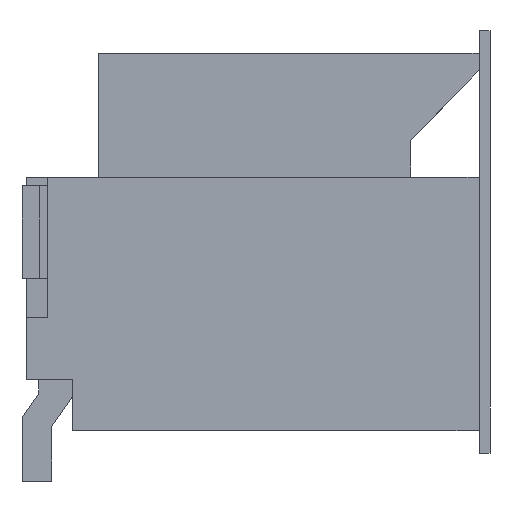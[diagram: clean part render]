
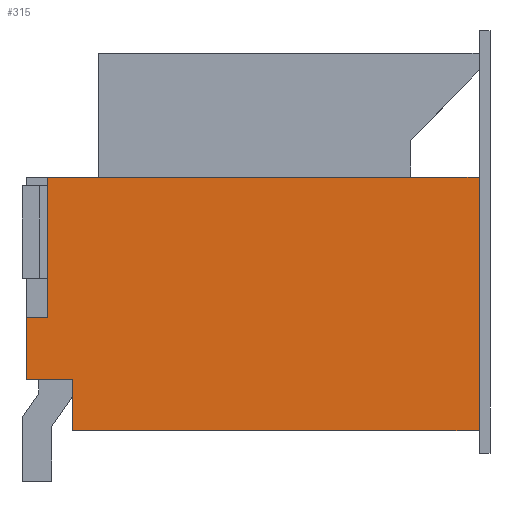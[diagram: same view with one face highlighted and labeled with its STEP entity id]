
A CAD part, left-side view. The second image highlights one B-rep face of the part: STEP entity #315.
In plain terms, the highlighted planar face has unit normal (-1, 0, 0).
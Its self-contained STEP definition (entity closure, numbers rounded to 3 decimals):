
#60=FACE_OUTER_BOUND('',#865,.T.);
#315=ADVANCED_FACE('',(#60),#572,.T.);
#572=PLANE('',#5142);
#865=EDGE_LOOP('',(#1272,#1273,#1274,#1275,#1276,#1277,#1278,#1279));
#1272=ORIENTED_EDGE('',*,*,#3153,.F.);
#1273=ORIENTED_EDGE('',*,*,#3149,.T.);
#1274=ORIENTED_EDGE('',*,*,#3154,.T.);
#1275=ORIENTED_EDGE('',*,*,#3155,.T.);
#1276=ORIENTED_EDGE('',*,*,#3156,.T.);
#1277=ORIENTED_EDGE('',*,*,#3122,.F.);
#1278=ORIENTED_EDGE('',*,*,#3136,.F.);
#1279=ORIENTED_EDGE('',*,*,#3013,.F.);
#2536=VERTEX_POINT('',#6630);
#2539=VERTEX_POINT('',#6635);
#2644=VERTEX_POINT('',#6854);
#2645=VERTEX_POINT('',#6856);
#2663=VERTEX_POINT('',#6904);
#2664=VERTEX_POINT('',#6906);
#2666=VERTEX_POINT('',#6914);
#2667=VERTEX_POINT('',#6916);
#3013=EDGE_CURVE('',#2539,#2536,#3724,.T.);
#3122=EDGE_CURVE('',#2644,#2645,#3833,.T.);
#3136=EDGE_CURVE('',#2536,#2644,#3847,.T.);
#3149=EDGE_CURVE('',#2664,#2663,#3860,.T.);
#3153=EDGE_CURVE('',#2664,#2539,#3864,.T.);
#3154=EDGE_CURVE('',#2663,#2666,#3865,.T.);
#3155=EDGE_CURVE('',#2666,#2667,#3866,.T.);
#3156=EDGE_CURVE('',#2667,#2645,#3867,.T.);
#3724=LINE('',#6636,#4429);
#3833=LINE('',#6855,#4538);
#3847=LINE('',#6881,#4552);
#3860=LINE('',#6905,#4565);
#3864=LINE('',#6912,#4569);
#3865=LINE('',#6913,#4570);
#3866=LINE('',#6915,#4571);
#3867=LINE('',#6917,#4572);
#4429=VECTOR('',#5400,1.);
#4538=VECTOR('',#5519,1.);
#4552=VECTOR('',#5537,1.);
#4565=VECTOR('',#5554,1.);
#4569=VECTOR('',#5560,1.);
#4570=VECTOR('',#5561,1.);
#4571=VECTOR('',#5562,1.);
#4572=VECTOR('',#5563,1.);
#5142=AXIS2_PLACEMENT_3D('',#6918,#5564,#5565);
#5400=DIRECTION('',(0.,0.,1.));
#5519=DIRECTION('',(0.,0.,-1.));
#5537=DIRECTION('',(0.,-1.,0.));
#5554=DIRECTION('',(0.,0.,-1.));
#5560=DIRECTION('',(0.,-1.,0.));
#5561=DIRECTION('',(0.,-1.,0.));
#5562=DIRECTION('',(0.,0.,-1.));
#5563=DIRECTION('',(0.,-1.,0.));
#5564=DIRECTION('',(-1.,0.,0.));
#5565=DIRECTION('',(0.,0.,1.));
#6630=CARTESIAN_POINT('',(-8.,6.,2.945));
#6635=CARTESIAN_POINT('',(-8.,6.,1.285));
#6636=CARTESIAN_POINT('',(-8.,6.,1.285));
#6854=CARTESIAN_POINT('',(-8.,0.89,2.945));
#6855=CARTESIAN_POINT('',(-8.,0.89,2.945));
#6856=CARTESIAN_POINT('',(-8.,0.89,-0.055));
#6881=CARTESIAN_POINT('',(-8.,6.25,2.945));
#6904=CARTESIAN_POINT('',(-8.,6.25,0.545));
#6905=CARTESIAN_POINT('',(-8.,6.25,2.945));
#6906=CARTESIAN_POINT('',(-8.,6.25,1.285));
#6912=CARTESIAN_POINT('',(-8.,6.25,1.285));
#6913=CARTESIAN_POINT('',(-8.,6.25,0.545));
#6914=CARTESIAN_POINT('',(-8.,5.7,0.545));
#6915=CARTESIAN_POINT('',(-8.,5.7,0.545));
#6916=CARTESIAN_POINT('',(-8.,5.7,-0.055));
#6917=CARTESIAN_POINT('',(-8.,6.25,-0.055));
#6918=CARTESIAN_POINT('',(-8.,6.25,2.945));
